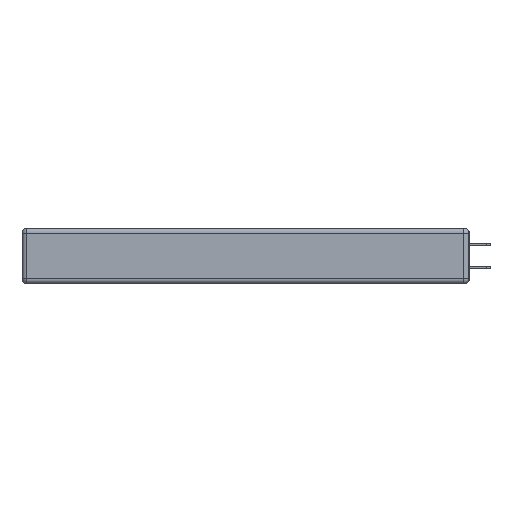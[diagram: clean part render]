
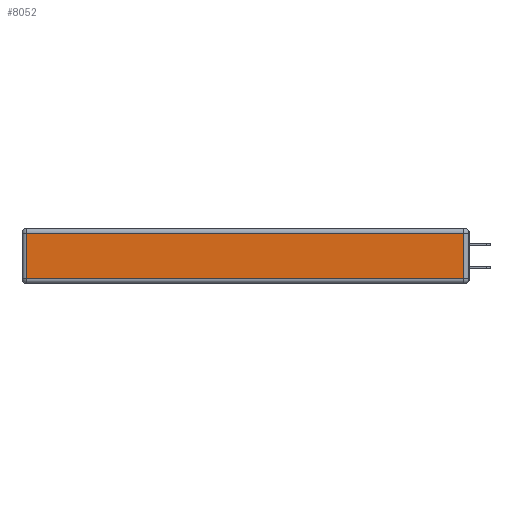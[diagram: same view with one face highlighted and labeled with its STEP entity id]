
A CAD part, left-side view. The second image highlights one B-rep face of the part: STEP entity #8052.
In plain terms, the highlighted planar face has unit normal (-1, 0, 0).
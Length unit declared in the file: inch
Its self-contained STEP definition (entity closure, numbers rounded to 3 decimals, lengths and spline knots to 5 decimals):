
#903 = EDGE_CURVE ( 'NONE', #11544, #20637, #9764, .T. ) ;
#2926 = DIRECTION ( 'NONE',  ( 0., 0., 1. ) ) ;
#3097 = CARTESIAN_POINT ( 'NONE',  ( 0., 0.03, -0.03 ) ) ;
#4780 = EDGE_CURVE ( 'NONE', #9722, #6679, #10070, .T. ) ;
#5100 = CARTESIAN_POINT ( 'NONE',  ( 0., 0., -0.313 ) ) ;
#5396 = ORIENTED_EDGE ( 'NONE', *, *, #18110, .T. ) ;
#5668 = ORIENTED_EDGE ( 'NONE', *, *, #4780, .T. ) ;
#5730 = ORIENTED_EDGE ( 'NONE', *, *, #14174, .T. ) ;
#6679 = VERTEX_POINT ( 'NONE', #20354 ) ;
#7297 = DIRECTION ( 'NONE',  ( 0., 1., 0. ) ) ;
#8052 = ADVANCED_FACE ( 'NONE', ( #13272 ), #19203, .T. ) ;
#8441 = DIRECTION ( 'NONE',  ( 0., 0., -1. ) ) ;
#9178 = ORIENTED_EDGE ( 'NONE', *, *, #903, .T. ) ;
#9428 = CARTESIAN_POINT ( 'NONE',  ( 0., 0., -0.343 ) ) ;
#9494 = VECTOR ( 'NONE', #9893, 39.37008 ) ;
#9713 = LINE ( 'NONE', #15461, #9978 ) ;
#9722 = VERTEX_POINT ( 'NONE', #15857 ) ;
#9764 = LINE ( 'NONE', #15054, #9494 ) ;
#9893 = DIRECTION ( 'NONE',  ( 0., 0., 1. ) ) ;
#9978 = VECTOR ( 'NONE', #7297, 39.37008 ) ;
#10070 = LINE ( 'NONE', #13313, #17728 ) ;
#11167 = VECTOR ( 'NONE', #19782, 39.37008 ) ;
#11544 = VERTEX_POINT ( 'NONE', #18387 ) ;
#13272 = FACE_OUTER_BOUND ( 'NONE', #13756, .T. ) ;
#13313 = CARTESIAN_POINT ( 'NONE',  ( 0., 2.72, -0.343 ) ) ;
#13756 = EDGE_LOOP ( 'NONE', ( #5730, #9178, #5396, #5668 ) ) ;
#14174 = EDGE_CURVE ( 'NONE', #6679, #11544, #20311, .T. ) ;
#15054 = CARTESIAN_POINT ( 'NONE',  ( 0., 0.03, -0.343 ) ) ;
#15278 = AXIS2_PLACEMENT_3D ( 'NONE', #9428, #17771, #2926 ) ;
#15461 = CARTESIAN_POINT ( 'NONE',  ( 0., 2.75, -0.03 ) ) ;
#15857 = CARTESIAN_POINT ( 'NONE',  ( 0., 2.72, -0.03 ) ) ;
#17728 = VECTOR ( 'NONE', #8441, 39.37008 ) ;
#17771 = DIRECTION ( 'NONE',  ( -1., 0., 0. ) ) ;
#18110 = EDGE_CURVE ( 'NONE', #20637, #9722, #9713, .T. ) ;
#18387 = CARTESIAN_POINT ( 'NONE',  ( 0., 0.03, -0.313 ) ) ;
#19203 = PLANE ( 'NONE',  #15278 ) ;
#19782 = DIRECTION ( 'NONE',  ( 0., -1., 0. ) ) ;
#20311 = LINE ( 'NONE', #5100, #11167 ) ;
#20354 = CARTESIAN_POINT ( 'NONE',  ( 0., 2.72, -0.313 ) ) ;
#20637 = VERTEX_POINT ( 'NONE', #3097 ) ;
